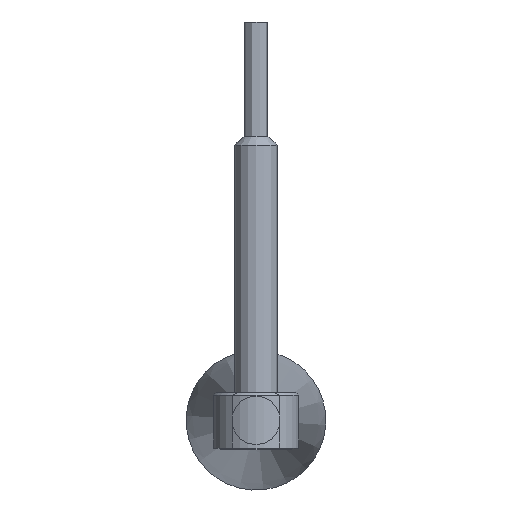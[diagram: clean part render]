
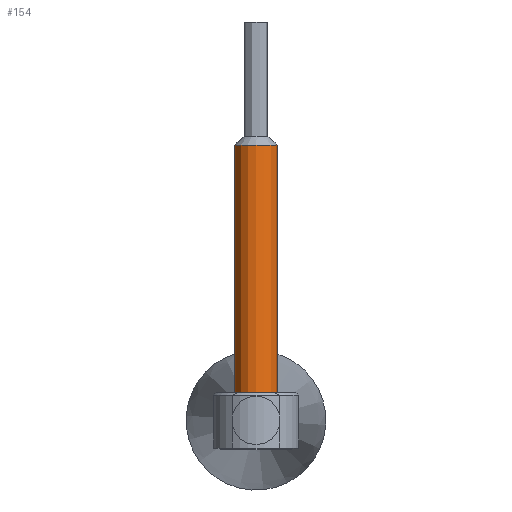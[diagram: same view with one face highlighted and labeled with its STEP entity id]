
A CAD part, left-side view. The second image highlights one B-rep face of the part: STEP entity #154.
In plain terms, the highlighted cylindrical face has radius 1.5 mm (diameter 3 mm), a full revolution.
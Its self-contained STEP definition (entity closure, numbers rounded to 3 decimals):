
#154 = ADVANCED_FACE( '', ( #335, #336 ), #337, .T. );
#335 = FACE_OUTER_BOUND( '', #523, .T. );
#336 = FACE_OUTER_BOUND( '', #524, .T. );
#337 = CYLINDRICAL_SURFACE( '', #525, 1.5 );
#523 = EDGE_LOOP( '', ( #849 ) );
#524 = EDGE_LOOP( '', ( #850 ) );
#525 = AXIS2_PLACEMENT_3D( '', #851, #852, #853 );
#849 = ORIENTED_EDGE( '', *, *, #1015, .T. );
#850 = ORIENTED_EDGE( '', *, *, #970, .F. );
#851 = CARTESIAN_POINT( '', ( 0., 0., 205.957 ) );
#852 = DIRECTION( '', ( 0., 0., 1. ) );
#853 = DIRECTION( '', ( -1., 0., 0. ) );
#970 = EDGE_CURVE( '', #1132, #1132, #1133, .T. );
#1015 = EDGE_CURVE( '', #1201, #1201, #1202, .T. );
#1132 = VERTEX_POINT( '', #1345 );
#1133 = CIRCLE( '', #1346, 1.5 );
#1201 = VERTEX_POINT( '', #1434 );
#1202 = CIRCLE( '', #1435, 1.5 );
#1345 = CARTESIAN_POINT( '', ( 1.5, 0., 21.35 ) );
#1346 = AXIS2_PLACEMENT_3D( '', #1559, #1560, #1561 );
#1434 = CARTESIAN_POINT( '', ( 1.5, 0., 4. ) );
#1435 = AXIS2_PLACEMENT_3D( '', #1620, #1621, #1622 );
#1559 = CARTESIAN_POINT( '', ( 0., 0., 21.35 ) );
#1560 = DIRECTION( '', ( 0., 0., 1. ) );
#1561 = DIRECTION( '', ( 1., 0., 0. ) );
#1620 = CARTESIAN_POINT( '', ( 0., 0., 4. ) );
#1621 = DIRECTION( '', ( 0., 0., 1. ) );
#1622 = DIRECTION( '', ( 1., 0., 0. ) );
